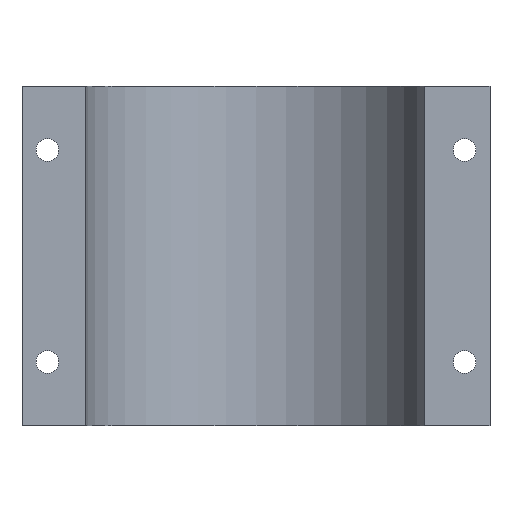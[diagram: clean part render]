
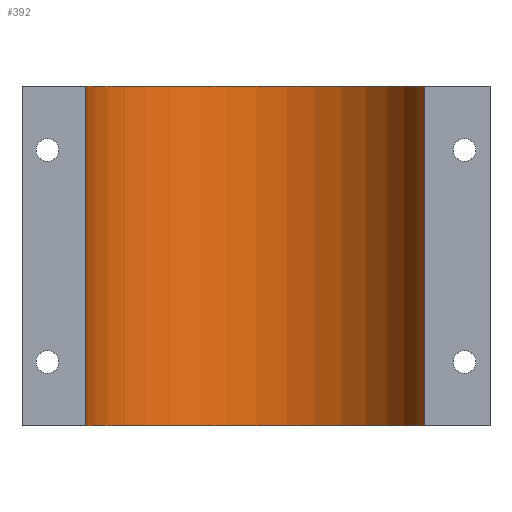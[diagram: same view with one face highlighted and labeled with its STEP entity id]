
A CAD part, front view. The second image highlights one B-rep face of the part: STEP entity #392.
In plain terms, the highlighted cylindrical face has radius 51.204 mm (diameter 102.408 mm), a partial arc.
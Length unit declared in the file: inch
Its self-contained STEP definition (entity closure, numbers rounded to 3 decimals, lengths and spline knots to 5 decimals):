
#1 = DIRECTION ( 'NONE',  ( 1., 0., 0. ) ) ;
#15 = EDGE_CURVE ( 'NONE', #50, #491, #171, .T. ) ;
#47 = LINE ( 'NONE', #490, #242 ) ;
#50 = VERTEX_POINT ( 'NONE', #435 ) ;
#80 = CARTESIAN_POINT ( 'NONE',  ( 1.98528, 0.35006, -2. ) ) ;
#84 = EDGE_CURVE ( 'NONE', #312, #619, #356, .T. ) ;
#121 = DIRECTION ( 'NONE',  ( 0., 0., -1. ) ) ;
#148 = CARTESIAN_POINT ( 'NONE',  ( -2.01591, 0., 2. ) ) ;
#168 = ORIENTED_EDGE ( 'NONE', *, *, #84, .F. ) ;
#171 = CIRCLE ( 'NONE', #231, 2.01591 ) ;
#197 = DIRECTION ( 'NONE',  ( 1., 0., 0. ) ) ;
#217 = CARTESIAN_POINT ( 'NONE',  ( 1.98528, 0.35006, 2. ) ) ;
#222 = AXIS2_PLACEMENT_3D ( 'NONE', #432, #434, #579 ) ;
#229 = DIRECTION ( 'NONE',  ( 0., 0., -1. ) ) ;
#231 = AXIS2_PLACEMENT_3D ( 'NONE', #297, #391, #197 ) ;
#236 = CARTESIAN_POINT ( 'NONE',  ( 0., 0., -2. ) ) ;
#242 = VECTOR ( 'NONE', #229, 39.37008 ) ;
#245 = EDGE_CURVE ( 'NONE', #50, #312, #367, .T. ) ;
#253 = VECTOR ( 'NONE', #121, 39.37008 ) ;
#284 = CYLINDRICAL_SURFACE ( 'NONE', #222, 2.01591 ) ;
#297 = CARTESIAN_POINT ( 'NONE',  ( 0., 0., 2. ) ) ;
#312 = VERTEX_POINT ( 'NONE', #80 ) ;
#354 = EDGE_LOOP ( 'NONE', ( #168, #419, #456, #358 ) ) ;
#356 = CIRCLE ( 'NONE', #446, 2.01591 ) ;
#358 = ORIENTED_EDGE ( 'NONE', *, *, #413, .T. ) ;
#367 = LINE ( 'NONE', #217, #253 ) ;
#371 = CARTESIAN_POINT ( 'NONE',  ( -2.01591, 0., -2. ) ) ;
#391 = DIRECTION ( 'NONE',  ( 0., 0., 1. ) ) ;
#392 = ADVANCED_FACE ( 'NONE', ( #622 ), #284, .F. ) ;
#413 = EDGE_CURVE ( 'NONE', #491, #619, #47, .T. ) ;
#419 = ORIENTED_EDGE ( 'NONE', *, *, #245, .F. ) ;
#432 = CARTESIAN_POINT ( 'NONE',  ( 0., 0., 2. ) ) ;
#433 = DIRECTION ( 'NONE',  ( 0., 0., 1. ) ) ;
#434 = DIRECTION ( 'NONE',  ( 0., 0., -1. ) ) ;
#435 = CARTESIAN_POINT ( 'NONE',  ( 1.98528, 0.35006, 2. ) ) ;
#446 = AXIS2_PLACEMENT_3D ( 'NONE', #236, #433, #1 ) ;
#456 = ORIENTED_EDGE ( 'NONE', *, *, #15, .T. ) ;
#490 = CARTESIAN_POINT ( 'NONE',  ( -2.01591, 0., 2. ) ) ;
#491 = VERTEX_POINT ( 'NONE', #148 ) ;
#579 = DIRECTION ( 'NONE',  ( -1., 0., 0. ) ) ;
#619 = VERTEX_POINT ( 'NONE', #371 ) ;
#622 = FACE_OUTER_BOUND ( 'NONE', #354, .T. ) ;
